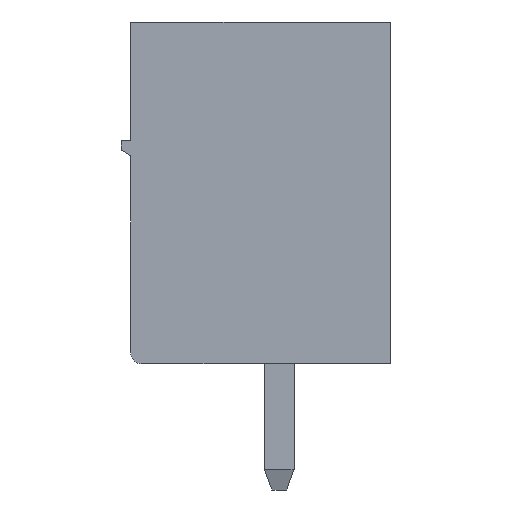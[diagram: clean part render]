
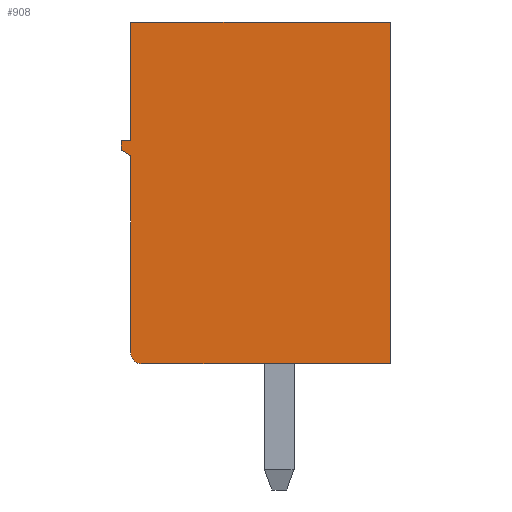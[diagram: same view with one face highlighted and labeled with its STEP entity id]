
A CAD part, left-side view. The second image highlights one B-rep face of the part: STEP entity #908.
In plain terms, the highlighted planar face has unit normal (-1, 0, 0).
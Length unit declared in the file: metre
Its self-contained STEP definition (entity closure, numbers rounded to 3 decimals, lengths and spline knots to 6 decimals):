
#908=ADVANCED_FACE('',(#2495),#2496,.T.);
#2495=FACE_OUTER_BOUND('',#4783,.T.);
#2496=PLANE('',#4784);
#4783=EDGE_LOOP('',(#7777,#7778,#7779,#7780,#7781,#7782,#7783,#7784,#7785));
#4784=AXIS2_PLACEMENT_3D('',#7786,#7787,#7788);
#7777=ORIENTED_EDGE('',*,*,#13607,.F.);
#7778=ORIENTED_EDGE('',*,*,#13611,.F.);
#7779=ORIENTED_EDGE('',*,*,#13615,.F.);
#7780=ORIENTED_EDGE('',*,*,#13619,.F.);
#7781=ORIENTED_EDGE('',*,*,#13623,.T.);
#7782=ORIENTED_EDGE('',*,*,#13957,.T.);
#7783=ORIENTED_EDGE('',*,*,#13883,.T.);
#7784=ORIENTED_EDGE('',*,*,#13641,.T.);
#7785=ORIENTED_EDGE('',*,*,#13603,.F.);
#7786=CARTESIAN_POINT('',(-1.087027,0.01036,-0.008267));
#7787=DIRECTION('',(-1.0,0.,0.0));
#7788=DIRECTION('',(0.,-1.0,0.0));
#13603=EDGE_CURVE('',#16248,#16244,#16250,.T.);
#13607=EDGE_CURVE('',#16254,#16248,#16256,.T.);
#13611=EDGE_CURVE('',#16260,#16254,#16262,.T.);
#13615=EDGE_CURVE('',#16266,#16260,#16268,.T.);
#13619=EDGE_CURVE('',#16272,#16266,#16274,.T.);
#13623=EDGE_CURVE('',#16272,#16278,#16280,.T.);
#13641=EDGE_CURVE('',#16311,#16244,#16314,.T.);
#13883=EDGE_CURVE('',#16796,#16311,#16797,.T.);
#13957=EDGE_CURVE('',#16278,#16796,#16920,.T.);
#16244=VERTEX_POINT('',#20093);
#16248=VERTEX_POINT('',#20099);
#16250=LINE('',#20102,#20103);
#16254=VERTEX_POINT('',#20108);
#16256=LINE('',#20111,#20112);
#16260=VERTEX_POINT('',#20117);
#16262=LINE('',#20120,#20121);
#16266=VERTEX_POINT('',#20126);
#16268=LINE('',#20129,#20130);
#16272=VERTEX_POINT('',#20135);
#16274=LINE('',#20138,#20139);
#16278=VERTEX_POINT('',#20143);
#16280=CIRCLE('',#20146,0.0003);
#16311=VERTEX_POINT('',#20190);
#16314=LINE('',#20195,#20196);
#16796=VERTEX_POINT('',#20898);
#16797=LINE('',#20899,#20900);
#16920=LINE('',#21094,#21095);
#20093=CARTESIAN_POINT('',(-1.087027,0.01086,0.000933));
#20099=CARTESIAN_POINT('',(-1.087027,0.01086,-0.002267));
#20102=CARTESIAN_POINT('',(-1.087027,0.01086,-0.008267));
#20103=VECTOR('',#25749,1.0);
#20108=CARTESIAN_POINT('',(-1.087027,0.01111,-0.002267));
#20111=CARTESIAN_POINT('',(-1.087027,0.01036,-0.002267));
#20112=VECTOR('',#25752,1.0);
#20117=CARTESIAN_POINT('',(-1.087027,0.01111,-0.002517));
#20120=CARTESIAN_POINT('',(-1.087027,0.01111,-0.008267));
#20121=VECTOR('',#25755,1.0);
#20126=CARTESIAN_POINT('',(-1.087027,0.01086,-0.002667));
#20129=CARTESIAN_POINT('',(-1.087027,0.008021,-0.00437));
#20130=VECTOR('',#25758,1.0);
#20135=CARTESIAN_POINT('',(-1.087027,0.01086,-0.007967));
#20138=CARTESIAN_POINT('',(-1.087027,0.01086,-0.008267));
#20139=VECTOR('',#25761,1.0);
#20143=CARTESIAN_POINT('',(-1.087027,0.01056,-0.008267));
#20146=AXIS2_PLACEMENT_3D('',#25766,#25767,#25768);
#20190=CARTESIAN_POINT('',(-1.087027,0.00386,0.000933));
#20195=CARTESIAN_POINT('',(-1.087027,0.01036,0.000933));
#20196=VECTOR('',#25787,1.0);
#20898=CARTESIAN_POINT('',(-1.087027,0.00386,-0.008267));
#20899=CARTESIAN_POINT('',(-1.087027,0.00386,-0.008267));
#20900=VECTOR('',#26068,1.0);
#21094=CARTESIAN_POINT('',(-1.087027,0.01036,-0.008267));
#21095=VECTOR('',#26143,1.0);
#25749=DIRECTION('',(0.,0.,1.0));
#25752=DIRECTION('',(0.,-1.0,0.));
#25755=DIRECTION('',(0.,0.,1.0));
#25758=DIRECTION('',(0.,0.857,0.514));
#25761=DIRECTION('',(0.,0.,1.0));
#25766=CARTESIAN_POINT('',(-1.087027,0.01056,-0.007967));
#25767=DIRECTION('',(-1.0,0.,0.0));
#25768=DIRECTION('',(0.,-1.0,0.0));
#25787=DIRECTION('',(0.,1.0,-0.0));
#26068=DIRECTION('',(0.0,0.0,1.0));
#26143=DIRECTION('',(0.,-1.0,0.0));
